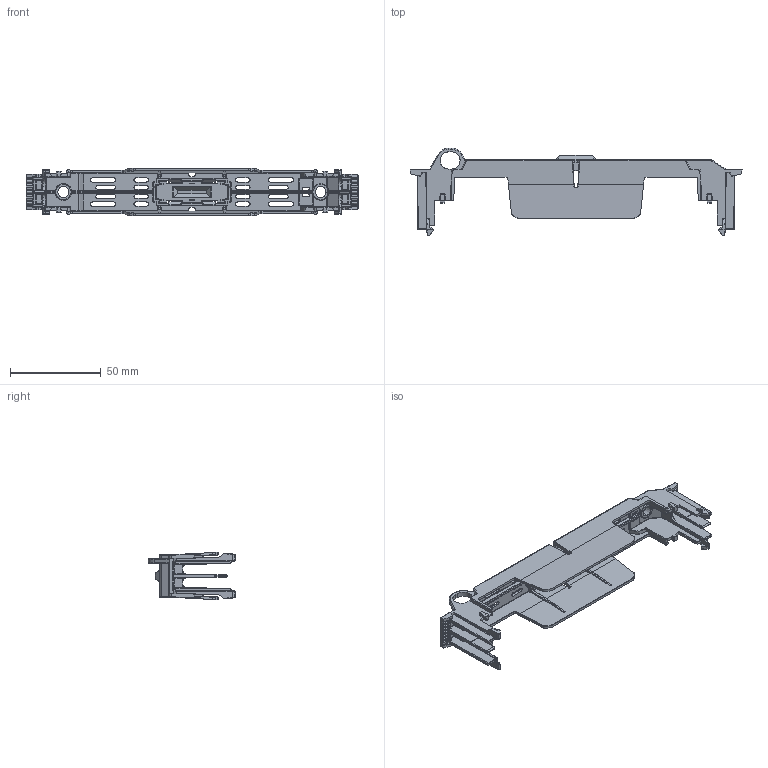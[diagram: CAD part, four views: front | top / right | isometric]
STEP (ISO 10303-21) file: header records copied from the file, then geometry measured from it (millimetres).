
FILE_DESCRIPTION (( 'STEP AP214' ), '1' );
FILE_NAME ('CVRI-RH-60030.step', '2016-05-31T19:51:33', ( '' ), ( '' ), 'SwSTEP 2.0', 'SolidWorks 2016', '' );
FILE_SCHEMA (( 'AUTOMOTIVE_DESIGN' ));
Length unit declared in the file: inch
Products named in the file (1): CVRI-RH-60030
Bounding box: 183.05 x 48.23 x 26.2 mm (x, y, z)
Volume: 20669.6 mm3; surface area: 28438.3 mm2
Topology: 1 solids, 1 shells, 2476 faces, 5953 edges, 3402 vertices
Faces by surface type: cylinder 1119, bspline 858, plane 489, cone 10
Entity records: 122012 total; most frequent: CARTESIAN_POINT 39664, ORIENTED_EDGE 11768, DIRECTION 8761, EDGE_CURVE 5884, VERTEX_POINT 3402, AXIS2_PLACEMENT_3D 3093, VECTOR 2575, LINE 2575
